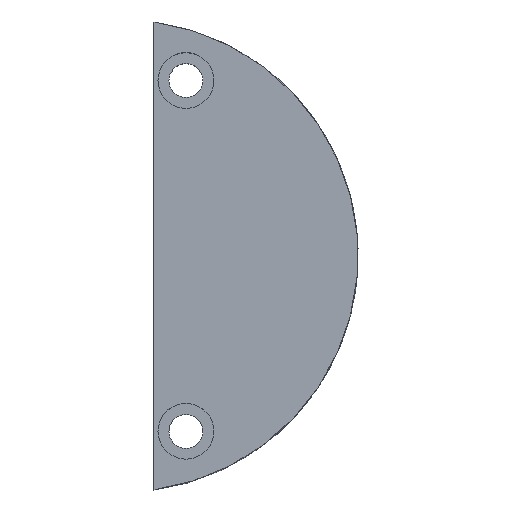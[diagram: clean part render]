
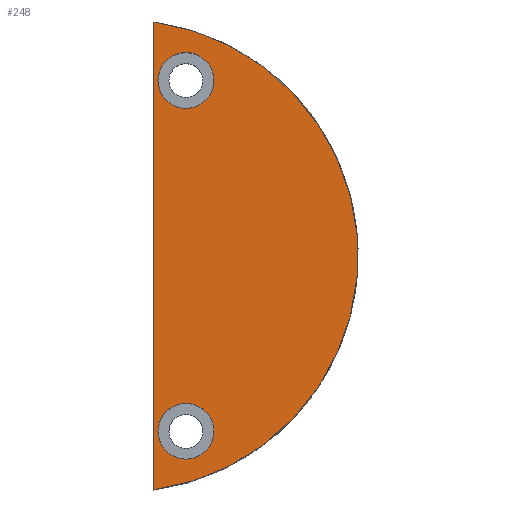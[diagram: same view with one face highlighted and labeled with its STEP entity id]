
A CAD part, top view. The second image highlights one B-rep face of the part: STEP entity #248.
In plain terms, the highlighted planar face has unit normal (0, 0, 1).
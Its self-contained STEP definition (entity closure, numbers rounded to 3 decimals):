
#16=FACE_BOUND('',#49,.T.);
#17=FACE_BOUND('',#50,.T.);
#24=PLANE('',#280);
#32=FACE_OUTER_BOUND('',#48,.T.);
#48=EDGE_LOOP('',(#179,#180));
#49=EDGE_LOOP('',(#181));
#50=EDGE_LOOP('',(#182));
#75=LINE('',#466,#90);
#90=VECTOR('',#322,87.988);
#105=CIRCLE('',#281,47.);
#106=CIRCLE('',#282,5.556);
#107=CIRCLE('',#283,5.556);
#121=VERTEX_POINT('',#463);
#122=VERTEX_POINT('',#464);
#123=VERTEX_POINT('',#467);
#124=VERTEX_POINT('',#469);
#145=EDGE_CURVE('',#121,#122,#105,.F.);
#146=EDGE_CURVE('',#121,#122,#75,.T.);
#147=EDGE_CURVE('',#123,#123,#106,.T.);
#148=EDGE_CURVE('',#124,#124,#107,.T.);
#179=ORIENTED_EDGE('',*,*,#145,.T.);
#180=ORIENTED_EDGE('',*,*,#146,.F.);
#181=ORIENTED_EDGE('',*,*,#147,.F.);
#182=ORIENTED_EDGE('',*,*,#148,.F.);
#248=ADVANCED_FACE('',(#32,#16,#17),#24,.T.);
#280=AXIS2_PLACEMENT_3D('',#462,#318,#319);
#281=AXIS2_PLACEMENT_3D('',#465,#320,#321);
#282=AXIS2_PLACEMENT_3D('',#468,#323,#324);
#283=AXIS2_PLACEMENT_3D('',#470,#325,#326);
#318=DIRECTION('center_axis',(0.,0.,1.));
#319=DIRECTION('ref_axis',(1.,0.,0.));
#320=DIRECTION('center_axis',(0.,0.,-1.));
#321=DIRECTION('ref_axis',(-1.,0.,0.));
#322=DIRECTION('',(0.,1.,0.));
#323=DIRECTION('center_axis',(0.,0.,1.));
#324=DIRECTION('ref_axis',(1.,0.,0.));
#325=DIRECTION('center_axis',(0.,0.,1.));
#326=DIRECTION('ref_axis',(1.,0.,0.));
#462=CARTESIAN_POINT('Origin',(0.,0.,31.75));
#463=CARTESIAN_POINT('',(6.35,-46.569,31.75));
#464=CARTESIAN_POINT('',(6.35,46.569,31.75));
#465=CARTESIAN_POINT('Origin',(0.,0.,31.75));
#466=CARTESIAN_POINT('',(6.35,-43.994,31.75));
#467=CARTESIAN_POINT('',(7.144,-34.925,31.75));
#468=CARTESIAN_POINT('Origin',(12.7,-34.925,31.75));
#469=CARTESIAN_POINT('',(7.144,34.925,31.75));
#470=CARTESIAN_POINT('Origin',(12.7,34.925,31.75));
